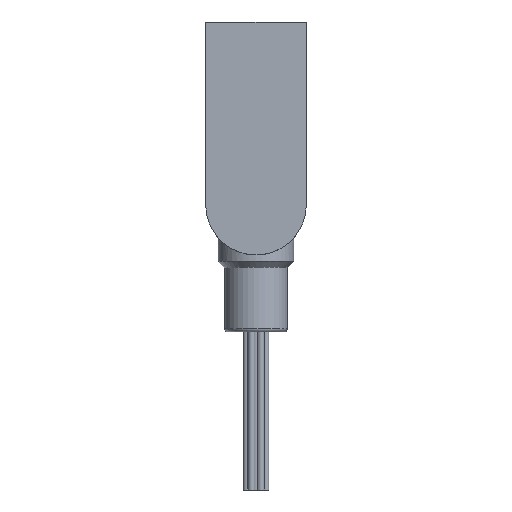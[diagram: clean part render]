
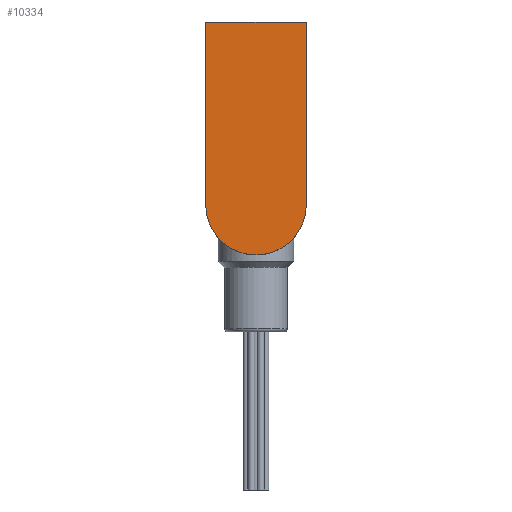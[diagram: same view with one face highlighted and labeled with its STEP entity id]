
A CAD part, front view. The second image highlights one B-rep face of the part: STEP entity #10334.
In plain terms, the highlighted planar face has unit normal (0, -1, 0).
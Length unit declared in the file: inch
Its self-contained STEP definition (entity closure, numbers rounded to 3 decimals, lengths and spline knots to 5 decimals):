
#449=CIRCLE($,#11069,0.5);
#450=CIRCLE($,#11071,0.5);
#1687=FACE_OUTER_BOUND($,#2454,.T.);
#2454=EDGE_LOOP($,(#7783,#7784,#7785,#7786,#7787));
#3362=LINE($,#16213,#3986);
#3400=LINE($,#17211,#4024);
#3401=LINE($,#17213,#4025);
#3986=VECTOR($,#12280,1.);
#4024=VECTOR($,#12612,1.8125);
#4025=VECTOR($,#12615,1.8125);
#4616=VERTEX_POINT($,#16206);
#4619=VERTEX_POINT($,#16211);
#4692=VERTEX_POINT($,#16396);
#4770=VERTEX_POINT($,#17203);
#4771=VERTEX_POINT($,#17207);
#5772=EDGE_CURVE($,#4619,#4616,#3362,.T.);
#5925=EDGE_CURVE($,#4692,#4770,#449,.T.);
#5927=EDGE_CURVE($,#4771,#4692,#450,.T.);
#5929=EDGE_CURVE($,#4771,#4616,#3400,.T.);
#5930=EDGE_CURVE($,#4770,#4619,#3401,.T.);
#7783=ORIENTED_EDGE($,*,*,#5925,.F.);
#7784=ORIENTED_EDGE($,*,*,#5927,.F.);
#7785=ORIENTED_EDGE($,*,*,#5929,.T.);
#7786=ORIENTED_EDGE($,*,*,#5772,.F.);
#7787=ORIENTED_EDGE($,*,*,#5930,.F.);
#9768=PLANE($,#11073);
#10334=ADVANCED_FACE($,(#1687),#9768,.T.);
#11069=AXIS2_PLACEMENT_3D($,#17204,#12602,#12603);
#11071=AXIS2_PLACEMENT_3D($,#17208,#12607,#12608);
#11073=AXIS2_PLACEMENT_3D($,#17212,#12613,#12614);
#12280=DIRECTION($,(1.,0.,0.));
#12602=DIRECTION('center_axis',(0.,1.,0.));
#12603=DIRECTION('ref_axis',(0.,0.,-1.));
#12607=DIRECTION('center_axis',(0.,1.,0.));
#12608=DIRECTION('ref_axis',(0.,0.,-1.));
#12612=DIRECTION($,(0.,0.,1.));
#12613=DIRECTION('center_axis',(0.,-1.,0.));
#12614=DIRECTION('ref_axis',(0.,0.,-1.));
#12615=DIRECTION($,(0.,0.,1.));
#16206=CARTESIAN_POINT('',(0.5,-0.375,0.));
#16211=CARTESIAN_POINT('',(-0.5,-0.375,0.));
#16213=CARTESIAN_POINT($,(-0.5,-0.375,0.));
#16396=CARTESIAN_POINT('',(0.,-0.375,-2.3125));
#17203=CARTESIAN_POINT('',(-0.5,-0.375,-1.8125));
#17204=CARTESIAN_POINT('Origin',(0.,-0.375,-1.8125));
#17207=CARTESIAN_POINT('',(0.5,-0.375,-1.8125));
#17208=CARTESIAN_POINT('Origin',(0.,-0.375,-1.8125));
#17211=CARTESIAN_POINT($,(0.5,-0.375,-1.8125));
#17212=CARTESIAN_POINT('Origin',(-0.5,-0.375,-1.8125));
#17213=CARTESIAN_POINT($,(-0.5,-0.375,-1.8125));
